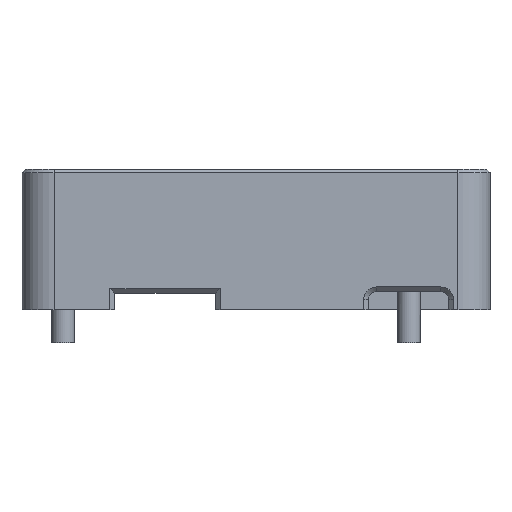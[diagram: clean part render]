
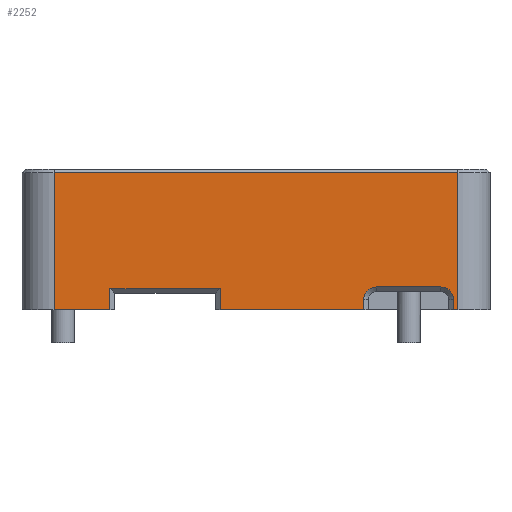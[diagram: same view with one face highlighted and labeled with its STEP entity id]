
A CAD part, left-side view. The second image highlights one B-rep face of the part: STEP entity #2252.
In plain terms, the highlighted planar face has unit normal (-1, 0, 0).
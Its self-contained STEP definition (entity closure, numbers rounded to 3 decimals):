
#168=CIRCLE('',#2382,1.6);
#170=CIRCLE('',#2386,1.6);
#256=FACE_OUTER_BOUND('',#379,.T.);
#379=EDGE_LOOP('',(#1566,#1567,#1568,#1569,#1570,#1571,#1572,#1573,#1574,
#1575,#1576,#1577,#1578,#1579));
#520=LINE('',#3145,#722);
#528=LINE('',#3165,#730);
#531=LINE('',#3176,#733);
#534=LINE('',#3185,#736);
#543=LINE('',#3207,#745);
#548=LINE('',#3217,#750);
#550=LINE('',#3221,#752);
#553=LINE('',#3227,#755);
#556=LINE('',#3233,#758);
#557=LINE('',#3235,#759);
#558=LINE('',#3237,#760);
#559=LINE('',#3238,#761);
#722=VECTOR('',#2580,10.);
#730=VECTOR('',#2594,10.);
#733=VECTOR('',#2605,10.);
#736=VECTOR('',#2616,10.);
#745=VECTOR('',#2639,10.);
#750=VECTOR('',#2646,10.);
#752=VECTOR('',#2650,10.);
#755=VECTOR('',#2655,10.);
#758=VECTOR('',#2660,10.);
#759=VECTOR('',#2661,10.);
#760=VECTOR('',#2662,10.);
#761=VECTOR('',#2663,10.);
#922=VERTEX_POINT('',#3142);
#923=VERTEX_POINT('',#3144);
#929=VERTEX_POINT('',#3158);
#932=VERTEX_POINT('',#3163);
#934=VERTEX_POINT('',#3168);
#936=VERTEX_POINT('',#3174);
#938=VERTEX_POINT('',#3180);
#944=VERTEX_POINT('',#3206);
#948=VERTEX_POINT('',#3216);
#949=VERTEX_POINT('',#3220);
#951=VERTEX_POINT('',#3226);
#953=VERTEX_POINT('',#3232);
#954=VERTEX_POINT('',#3234);
#955=VERTEX_POINT('',#3236);
#1152=EDGE_CURVE('',#923,#922,#520,.T.);
#1162=EDGE_CURVE('',#932,#929,#528,.T.);
#1164=EDGE_CURVE('',#934,#932,#168,.T.);
#1167=EDGE_CURVE('',#936,#934,#531,.T.);
#1170=EDGE_CURVE('',#938,#936,#170,.T.);
#1172=EDGE_CURVE('',#923,#938,#534,.T.);
#1183=EDGE_CURVE('',#944,#929,#543,.T.);
#1188=EDGE_CURVE('',#944,#948,#548,.T.);
#1190=EDGE_CURVE('',#948,#949,#550,.T.);
#1193=EDGE_CURVE('',#949,#951,#553,.T.);
#1196=EDGE_CURVE('',#953,#922,#556,.T.);
#1197=EDGE_CURVE('',#954,#953,#557,.T.);
#1198=EDGE_CURVE('',#955,#954,#558,.T.);
#1199=EDGE_CURVE('',#955,#951,#559,.T.);
#1566=ORIENTED_EDGE('',*,*,#1172,.F.);
#1567=ORIENTED_EDGE('',*,*,#1152,.T.);
#1568=ORIENTED_EDGE('',*,*,#1196,.F.);
#1569=ORIENTED_EDGE('',*,*,#1197,.F.);
#1570=ORIENTED_EDGE('',*,*,#1198,.F.);
#1571=ORIENTED_EDGE('',*,*,#1199,.T.);
#1572=ORIENTED_EDGE('',*,*,#1193,.F.);
#1573=ORIENTED_EDGE('',*,*,#1190,.F.);
#1574=ORIENTED_EDGE('',*,*,#1188,.F.);
#1575=ORIENTED_EDGE('',*,*,#1183,.T.);
#1576=ORIENTED_EDGE('',*,*,#1162,.F.);
#1577=ORIENTED_EDGE('',*,*,#1164,.F.);
#1578=ORIENTED_EDGE('',*,*,#1167,.F.);
#1579=ORIENTED_EDGE('',*,*,#1170,.F.);
#2185=PLANE('',#2399);
#2252=ADVANCED_FACE('',(#256),#2185,.T.);
#2382=AXIS2_PLACEMENT_3D('',#3170,#2598,#2599);
#2386=AXIS2_PLACEMENT_3D('',#3182,#2610,#2611);
#2399=AXIS2_PLACEMENT_3D('',#3231,#2658,#2659);
#2580=DIRECTION('',(0.,-1.,0.));
#2594=DIRECTION('',(0.,0.,-1.));
#2598=DIRECTION('center_axis',(-1.,0.,0.));
#2599=DIRECTION('ref_axis',(0.,0.,1.));
#2605=DIRECTION('',(0.,1.,0.));
#2610=DIRECTION('center_axis',(-1.,0.,0.));
#2611=DIRECTION('ref_axis',(0.,-1.,0.));
#2616=DIRECTION('',(0.,0.,1.));
#2639=DIRECTION('',(0.,-1.,0.));
#2646=DIRECTION('',(0.,0.,1.));
#2650=DIRECTION('',(0.,1.,0.));
#2655=DIRECTION('',(0.,0.,-1.));
#2658=DIRECTION('center_axis',(-1.,0.,0.));
#2659=DIRECTION('ref_axis',(0.,-1.,0.));
#2660=DIRECTION('',(0.,0.,-1.));
#2661=DIRECTION('',(0.,-1.,0.));
#2662=DIRECTION('',(0.,0.,1.));
#2663=DIRECTION('',(0.,-1.,0.));
#3142=CARTESIAN_POINT('',(-36.8,-25.15,17.5));
#3144=CARTESIAN_POINT('',(-36.8,-24.615,17.5));
#3145=CARTESIAN_POINT('',(-36.8,14.575,17.5));
#3158=CARTESIAN_POINT('',(-36.8,-13.415,17.5));
#3163=CARTESIAN_POINT('',(-36.8,-13.415,18.75));
#3165=CARTESIAN_POINT('',(-36.8,-13.415,3.875));
#3168=CARTESIAN_POINT('',(-36.8,-15.015,20.35));
#3170=CARTESIAN_POINT('Origin',(-36.8,-15.015,18.75));
#3174=CARTESIAN_POINT('',(-36.8,-23.015,20.35));
#3176=CARTESIAN_POINT('',(-36.8,7.068,20.35));
#3180=CARTESIAN_POINT('',(-36.8,-24.615,18.75));
#3182=CARTESIAN_POINT('Origin',(-36.8,-23.015,18.75));
#3185=CARTESIAN_POINT('',(-36.8,-24.615,9.375));
#3206=CARTESIAN_POINT('',(-36.8,4.47,17.5));
#3207=CARTESIAN_POINT('',(-36.8,14.575,17.5));
#3216=CARTESIAN_POINT('',(-36.8,4.47,20.14));
#3217=CARTESIAN_POINT('',(-36.8,4.47,9.77));
#3220=CARTESIAN_POINT('',(-36.8,18.19,20.14));
#3221=CARTESIAN_POINT('',(-36.8,23.37,20.14));
#3226=CARTESIAN_POINT('',(-36.8,18.19,17.5));
#3227=CARTESIAN_POINT('',(-36.8,18.19,4.195));
#3231=CARTESIAN_POINT('Origin',(-36.8,29.15,0.));
#3232=CARTESIAN_POINT('',(-36.8,-25.15,34.6));
#3233=CARTESIAN_POINT('',(-36.8,-25.15,0.));
#3234=CARTESIAN_POINT('',(-36.8,25.15,34.6));
#3235=CARTESIAN_POINT('',(-36.8,14.575,34.6));
#3236=CARTESIAN_POINT('',(-36.8,25.15,17.5));
#3237=CARTESIAN_POINT('',(-36.8,25.15,0.));
#3238=CARTESIAN_POINT('',(-36.8,14.575,17.5));
